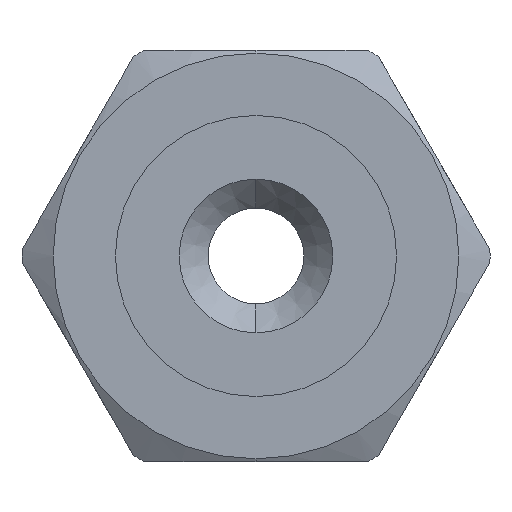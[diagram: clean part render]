
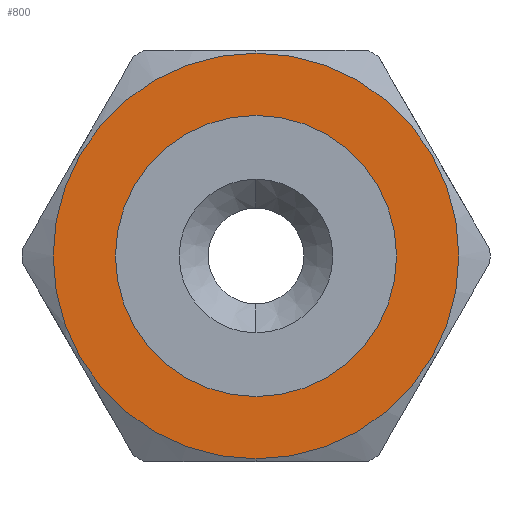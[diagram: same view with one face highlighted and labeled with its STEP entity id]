
A CAD part, left-side view. The second image highlights one B-rep face of the part: STEP entity #800.
In plain terms, the highlighted planar face has unit normal (-1, 0, 0).
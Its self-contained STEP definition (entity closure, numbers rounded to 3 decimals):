
#1 = ORIENTED_EDGE ( 'NONE', *, *, #711, .F. ) ;
#43 = VERTEX_POINT ( 'NONE', #634 ) ;
#84 = VERTEX_POINT ( 'NONE', #207 ) ;
#168 = CIRCLE ( 'NONE', #925, 7. ) ;
#174 = EDGE_CURVE ( 'NONE', #84, #242, #168, .T. ) ;
#207 = CARTESIAN_POINT ( 'NONE',  ( -13., 0., 7. ) ) ;
#242 = VERTEX_POINT ( 'NONE', #846 ) ;
#246 = DIRECTION ( 'NONE',  ( 0., 0., -1. ) ) ;
#261 = AXIS2_PLACEMENT_3D ( 'NONE', #998, #1120, #686 ) ;
#327 = PLANE ( 'NONE',  #953 ) ;
#427 = DIRECTION ( 'NONE',  ( 1., 0., 0. ) ) ;
#530 = CARTESIAN_POINT ( 'NONE',  ( -13., 7., 0. ) ) ;
#549 = EDGE_CURVE ( 'NONE', #242, #84, #1282, .T. ) ;
#622 = EDGE_CURVE ( 'NONE', #43, #829, #1214, .T. ) ;
#630 = ORIENTED_EDGE ( 'NONE', *, *, #549, .T. ) ;
#634 = CARTESIAN_POINT ( 'NONE',  ( -13., 0., 4. ) ) ;
#650 = CARTESIAN_POINT ( 'NONE',  ( -13., 0., -4. ) ) ;
#655 = FACE_BOUND ( 'NONE', #1338, .T. ) ;
#686 = DIRECTION ( 'NONE',  ( 0., 0., 1. ) ) ;
#711 = EDGE_CURVE ( 'NONE', #829, #43, #1217, .T. ) ;
#720 = DIRECTION ( 'NONE',  ( 0., 0., 1. ) ) ;
#726 = CARTESIAN_POINT ( 'NONE',  ( -13., 0., 0. ) ) ;
#782 = DIRECTION ( 'NONE',  ( 0., 0., 1. ) ) ;
#800 = ADVANCED_FACE ( 'NONE', ( #655, #1158 ), #327, .F. ) ;
#829 = VERTEX_POINT ( 'NONE', #650 ) ;
#846 = CARTESIAN_POINT ( 'NONE',  ( -13., 0., -7. ) ) ;
#876 = DIRECTION ( 'NONE',  ( 0., 0., 1. ) ) ;
#925 = AXIS2_PLACEMENT_3D ( 'NONE', #726, #1127, #720 ) ;
#927 = AXIS2_PLACEMENT_3D ( 'NONE', #1089, #985, #782 ) ;
#930 = ORIENTED_EDGE ( 'NONE', *, *, #174, .T. ) ;
#953 = AXIS2_PLACEMENT_3D ( 'NONE', #530, #427, #246 ) ;
#969 = DIRECTION ( 'NONE',  ( -1., 0., 0. ) ) ;
#985 = DIRECTION ( 'NONE',  ( -1., 0., 0. ) ) ;
#998 = CARTESIAN_POINT ( 'NONE',  ( -13., 0., 0. ) ) ;
#1089 = CARTESIAN_POINT ( 'NONE',  ( -13., 0., 0. ) ) ;
#1115 = ORIENTED_EDGE ( 'NONE', *, *, #622, .F. ) ;
#1120 = DIRECTION ( 'NONE',  ( -1., 0., 0. ) ) ;
#1127 = DIRECTION ( 'NONE',  ( -1., 0., 0. ) ) ;
#1158 = FACE_OUTER_BOUND ( 'NONE', #1246, .T. ) ;
#1214 = CIRCLE ( 'NONE', #927, 4. ) ;
#1217 = CIRCLE ( 'NONE', #261, 4. ) ;
#1233 = AXIS2_PLACEMENT_3D ( 'NONE', #1277, #969, #876 ) ;
#1246 = EDGE_LOOP ( 'NONE', ( #630, #930 ) ) ;
#1277 = CARTESIAN_POINT ( 'NONE',  ( -13., 0., 0. ) ) ;
#1282 = CIRCLE ( 'NONE', #1233, 7. ) ;
#1338 = EDGE_LOOP ( 'NONE', ( #1115, #1 ) ) ;
